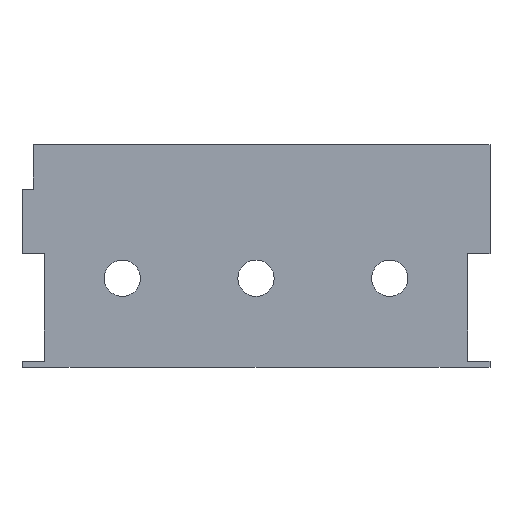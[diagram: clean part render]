
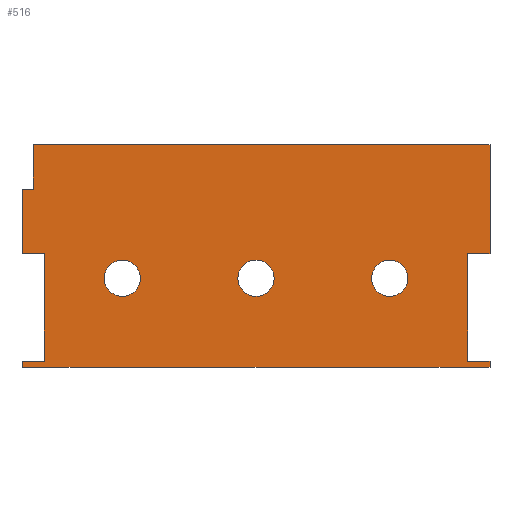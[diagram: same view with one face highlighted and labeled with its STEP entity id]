
A CAD part, front view. The second image highlights one B-rep face of the part: STEP entity #516.
In plain terms, the highlighted planar face has unit normal (0, -1, 0).
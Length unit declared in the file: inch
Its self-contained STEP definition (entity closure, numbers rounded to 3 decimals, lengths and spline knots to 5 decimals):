
#18=FACE_BOUND('',#96,.T.);
#19=FACE_BOUND('',#97,.T.);
#20=FACE_BOUND('',#98,.T.);
#40=PLANE('',#566);
#66=FACE_OUTER_BOUND('',#95,.T.);
#95=EDGE_LOOP('',(#468,#469,#470,#471,#472,#473,#474,#475,#476,#477,#478,
#479,#480,#481));
#96=EDGE_LOOP('',(#482));
#97=EDGE_LOOP('',(#483));
#98=EDGE_LOOP('',(#484));
#104=CIRCLE('',#542,0.10156);
#106=CIRCLE('',#545,0.10156);
#108=CIRCLE('',#548,0.10156);
#131=LINE('',#757,#191);
#145=LINE('',#797,#205);
#147=LINE('',#801,#207);
#149=LINE('',#805,#209);
#151=LINE('',#809,#211);
#153=LINE('',#813,#213);
#155=LINE('',#817,#215);
#157=LINE('',#820,#217);
#158=LINE('',#823,#218);
#160=LINE('',#827,#220);
#162=LINE('',#831,#222);
#164=LINE('',#835,#224);
#166=LINE('',#839,#226);
#168=LINE('',#842,#228);
#191=VECTOR('',#609,0.3937);
#205=VECTOR('',#651,0.3937);
#207=VECTOR('',#655,0.3937);
#209=VECTOR('',#659,0.3937);
#211=VECTOR('',#663,0.3937);
#213=VECTOR('',#667,0.3937);
#215=VECTOR('',#671,0.3937);
#217=VECTOR('',#675,0.3937);
#218=VECTOR('',#678,0.3937);
#220=VECTOR('',#682,0.3937);
#222=VECTOR('',#686,0.3937);
#224=VECTOR('',#690,0.3937);
#226=VECTOR('',#694,0.3937);
#228=VECTOR('',#698,0.3937);
#251=VERTEX_POINT('',#754);
#252=VERTEX_POINT('',#756);
#256=VERTEX_POINT('',#767);
#258=VERTEX_POINT('',#773);
#260=VERTEX_POINT('',#779);
#263=VERTEX_POINT('',#794);
#264=VERTEX_POINT('',#796);
#265=VERTEX_POINT('',#800);
#266=VERTEX_POINT('',#804);
#267=VERTEX_POINT('',#808);
#268=VERTEX_POINT('',#812);
#269=VERTEX_POINT('',#816);
#270=VERTEX_POINT('',#822);
#271=VERTEX_POINT('',#826);
#272=VERTEX_POINT('',#830);
#273=VERTEX_POINT('',#834);
#274=VERTEX_POINT('',#838);
#301=EDGE_CURVE('',#252,#251,#131,.T.);
#308=EDGE_CURVE('',#256,#256,#104,.T.);
#311=EDGE_CURVE('',#258,#258,#106,.T.);
#314=EDGE_CURVE('',#260,#260,#108,.T.);
#321=EDGE_CURVE('',#264,#263,#145,.T.);
#323=EDGE_CURVE('',#265,#264,#147,.T.);
#325=EDGE_CURVE('',#266,#265,#149,.T.);
#327=EDGE_CURVE('',#267,#266,#151,.T.);
#329=EDGE_CURVE('',#268,#267,#153,.T.);
#331=EDGE_CURVE('',#269,#268,#155,.T.);
#333=EDGE_CURVE('',#251,#269,#157,.T.);
#334=EDGE_CURVE('',#270,#252,#158,.T.);
#336=EDGE_CURVE('',#271,#270,#160,.T.);
#338=EDGE_CURVE('',#272,#271,#162,.T.);
#340=EDGE_CURVE('',#273,#272,#164,.T.);
#342=EDGE_CURVE('',#274,#273,#166,.T.);
#344=EDGE_CURVE('',#263,#274,#168,.T.);
#468=ORIENTED_EDGE('',*,*,#344,.T.);
#469=ORIENTED_EDGE('',*,*,#342,.T.);
#470=ORIENTED_EDGE('',*,*,#340,.T.);
#471=ORIENTED_EDGE('',*,*,#338,.T.);
#472=ORIENTED_EDGE('',*,*,#336,.T.);
#473=ORIENTED_EDGE('',*,*,#334,.T.);
#474=ORIENTED_EDGE('',*,*,#301,.T.);
#475=ORIENTED_EDGE('',*,*,#333,.T.);
#476=ORIENTED_EDGE('',*,*,#331,.T.);
#477=ORIENTED_EDGE('',*,*,#329,.T.);
#478=ORIENTED_EDGE('',*,*,#327,.T.);
#479=ORIENTED_EDGE('',*,*,#325,.T.);
#480=ORIENTED_EDGE('',*,*,#323,.T.);
#481=ORIENTED_EDGE('',*,*,#321,.T.);
#482=ORIENTED_EDGE('',*,*,#308,.T.);
#483=ORIENTED_EDGE('',*,*,#311,.T.);
#484=ORIENTED_EDGE('',*,*,#314,.T.);
#516=ADVANCED_FACE('',(#66,#18,#19,#20),#40,.T.);
#542=AXIS2_PLACEMENT_3D('',#769,#619,#620);
#545=AXIS2_PLACEMENT_3D('',#775,#626,#627);
#548=AXIS2_PLACEMENT_3D('',#781,#633,#634);
#566=AXIS2_PLACEMENT_3D('',#843,#699,#700);
#609=DIRECTION('',(1.,0.,0.));
#619=DIRECTION('center_axis',(0.,1.,0.));
#620=DIRECTION('ref_axis',(0.,0.,1.));
#626=DIRECTION('center_axis',(0.,1.,0.));
#627=DIRECTION('ref_axis',(0.,0.,1.));
#633=DIRECTION('center_axis',(0.,1.,0.));
#634=DIRECTION('ref_axis',(0.,0.,1.));
#651=DIRECTION('',(0.,0.,-1.));
#655=DIRECTION('',(-1.,0.,0.));
#659=DIRECTION('',(0.,0.,1.));
#663=DIRECTION('',(1.,0.,0.));
#667=DIRECTION('',(0.,0.,1.));
#671=DIRECTION('',(-1.,0.,0.));
#675=DIRECTION('',(0.,0.,1.));
#678=DIRECTION('',(0.,0.,-1.));
#682=DIRECTION('',(-1.,0.,0.));
#686=DIRECTION('',(0.,0.,-1.));
#690=DIRECTION('',(1.,0.,0.));
#694=DIRECTION('',(0.,0.,-1.));
#698=DIRECTION('',(-1.,0.,0.));
#699=DIRECTION('center_axis',(0.,-1.,0.));
#700=DIRECTION('ref_axis',(0.,0.,-1.));
#754=CARTESIAN_POINT('',(1.3125,-1.25,11.));
#756=CARTESIAN_POINT('',(-1.3125,-1.25,11.));
#757=CARTESIAN_POINT('',(-1.3125,-1.25,11.));
#767=CARTESIAN_POINT('',(0.,-1.25,11.39844));
#769=CARTESIAN_POINT('Origin',(0.,-1.25,11.5));
#773=CARTESIAN_POINT('',(0.75,-1.25,11.39844));
#775=CARTESIAN_POINT('Origin',(0.75,-1.25,11.5));
#779=CARTESIAN_POINT('',(-0.75,-1.25,11.39844));
#781=CARTESIAN_POINT('Origin',(-0.75,-1.25,11.5));
#794=CARTESIAN_POINT('',(-1.25,-1.25,12.));
#796=CARTESIAN_POINT('',(-1.25,-1.25,12.25));
#797=CARTESIAN_POINT('',(-1.25,-1.25,12.));
#800=CARTESIAN_POINT('',(1.3125,-1.25,12.25));
#801=CARTESIAN_POINT('',(-1.25,-1.25,12.25));
#804=CARTESIAN_POINT('',(1.3125,-1.25,11.63776));
#805=CARTESIAN_POINT('',(1.3125,-1.25,11.63776));
#808=CARTESIAN_POINT('',(1.1875,-1.25,11.63776));
#809=CARTESIAN_POINT('',(1.1875,-1.25,11.63776));
#812=CARTESIAN_POINT('',(1.1875,-1.25,11.03543));
#813=CARTESIAN_POINT('',(1.1875,-1.25,11.03543));
#816=CARTESIAN_POINT('',(1.3125,-1.25,11.03543));
#817=CARTESIAN_POINT('',(1.3125,-1.25,11.03543));
#820=CARTESIAN_POINT('',(1.3125,-1.25,11.));
#822=CARTESIAN_POINT('',(-1.3125,-1.25,11.03543));
#823=CARTESIAN_POINT('',(-1.3125,-1.25,11.03543));
#826=CARTESIAN_POINT('',(-1.1875,-1.25,11.03543));
#827=CARTESIAN_POINT('',(-1.1875,-1.25,11.03543));
#830=CARTESIAN_POINT('',(-1.1875,-1.25,11.63776));
#831=CARTESIAN_POINT('',(-1.1875,-1.25,11.63776));
#834=CARTESIAN_POINT('',(-1.3125,-1.25,11.63776));
#835=CARTESIAN_POINT('',(-1.3125,-1.25,11.63776));
#838=CARTESIAN_POINT('',(-1.3125,-1.25,12.));
#839=CARTESIAN_POINT('',(-1.3125,-1.25,12.));
#842=CARTESIAN_POINT('',(-0.198,-1.25,12.));
#843=CARTESIAN_POINT('Origin',(0.,-1.25,6.125));
